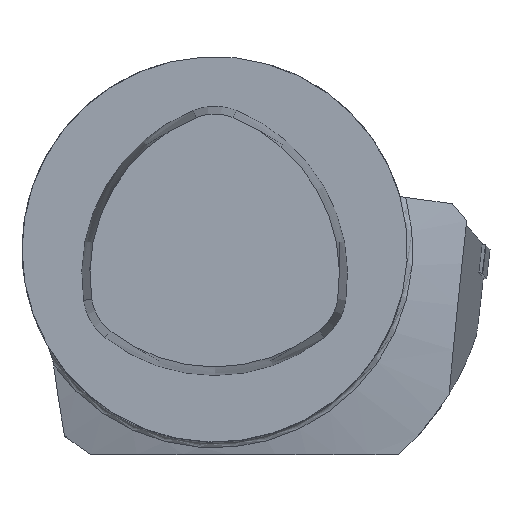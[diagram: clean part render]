
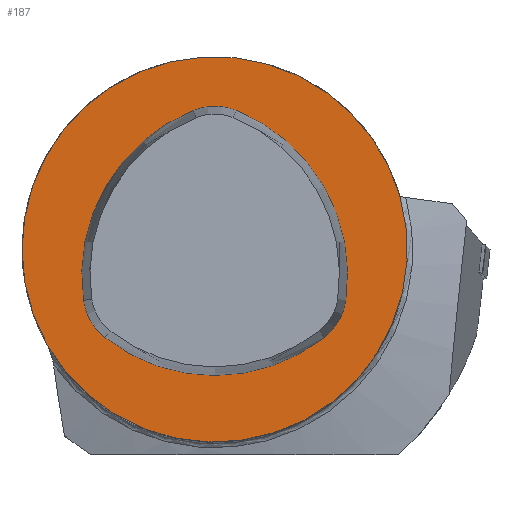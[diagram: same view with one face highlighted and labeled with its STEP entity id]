
A CAD part, top view. The second image highlights one B-rep face of the part: STEP entity #187.
In plain terms, the highlighted planar face has unit normal (0, 0, 1).
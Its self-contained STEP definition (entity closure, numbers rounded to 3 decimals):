
#113=FACE_BOUND('',#348,.T.);
#114=FACE_BOUND('',#349,.T.);
#134=CIRCLE('',#1215,31.5);
#144=CIRCLE('',#1236,29.);
#145=CIRCLE('',#1237,9.4);
#146=CIRCLE('',#1238,29.);
#147=CIRCLE('',#1239,9.4);
#148=CIRCLE('',#1240,29.);
#149=CIRCLE('',#1241,9.4);
#187=ADVANCED_FACE('',(#113,#114),#241,.T.);
#241=PLANE('',#1242);
#348=EDGE_LOOP('',(#510));
#349=EDGE_LOOP('',(#511,#512,#513,#514,#515,#516));
#510=ORIENTED_EDGE('',*,*,#856,.T.);
#511=ORIENTED_EDGE('',*,*,#884,.F.);
#512=ORIENTED_EDGE('',*,*,#885,.F.);
#513=ORIENTED_EDGE('',*,*,#886,.F.);
#514=ORIENTED_EDGE('',*,*,#887,.F.);
#515=ORIENTED_EDGE('',*,*,#888,.F.);
#516=ORIENTED_EDGE('',*,*,#889,.F.);
#751=VERTEX_POINT('',#1769);
#772=VERTEX_POINT('',#1862);
#773=VERTEX_POINT('',#1863);
#774=VERTEX_POINT('',#1865);
#775=VERTEX_POINT('',#1867);
#776=VERTEX_POINT('',#1869);
#777=VERTEX_POINT('',#1871);
#856=EDGE_CURVE('',#751,#751,#134,.T.);
#884=EDGE_CURVE('',#772,#773,#144,.T.);
#885=EDGE_CURVE('',#774,#772,#145,.T.);
#886=EDGE_CURVE('',#775,#774,#146,.T.);
#887=EDGE_CURVE('',#776,#775,#147,.T.);
#888=EDGE_CURVE('',#777,#776,#148,.T.);
#889=EDGE_CURVE('',#773,#777,#149,.T.);
#1215=AXIS2_PLACEMENT_3D('',#1768,#1382,#1383);
#1236=AXIS2_PLACEMENT_3D('',#1861,#1433,#1434);
#1237=AXIS2_PLACEMENT_3D('',#1864,#1435,#1436);
#1238=AXIS2_PLACEMENT_3D('',#1866,#1437,#1438);
#1239=AXIS2_PLACEMENT_3D('',#1868,#1439,#1440);
#1240=AXIS2_PLACEMENT_3D('',#1870,#1441,#1442);
#1241=AXIS2_PLACEMENT_3D('',#1872,#1443,#1444);
#1242=AXIS2_PLACEMENT_3D('',#1873,#1445,#1446);
#1382=DIRECTION('',(0.,0.,1.));
#1383=DIRECTION('',(-1.,0.,0.));
#1433=DIRECTION('',(0.,0.,1.));
#1434=DIRECTION('',(-1.,0.,0.));
#1435=DIRECTION('',(0.,0.,1.));
#1436=DIRECTION('',(-1.,0.,0.));
#1437=DIRECTION('',(0.,0.,1.));
#1438=DIRECTION('',(-1.,0.,0.));
#1439=DIRECTION('',(0.,0.,1.));
#1440=DIRECTION('',(-1.,0.,0.));
#1441=DIRECTION('',(0.,0.,1.));
#1442=DIRECTION('',(-1.,0.,0.));
#1443=DIRECTION('',(0.,0.,1.));
#1444=DIRECTION('',(-1.,0.,0.));
#1445=DIRECTION('',(0.,0.,1.));
#1446=DIRECTION('',(1.,0.,0.));
#1768=CARTESIAN_POINT('',(0.,0.,0.));
#1769=CARTESIAN_POINT('',(-31.5,0.,0.));
#1861=CARTESIAN_POINT('',(-7.275,-4.2,0.));
#1862=CARTESIAN_POINT('',(21.428,-8.343,0.));
#1863=CARTESIAN_POINT('',(3.489,22.729,0.));
#1864=CARTESIAN_POINT('',(12.124,-7.,0.));
#1865=CARTESIAN_POINT('',(17.939,-14.386,0.));
#1866=CARTESIAN_POINT('',(0.,8.4,0.));
#1867=CARTESIAN_POINT('',(-17.939,-14.386,0.));
#1868=CARTESIAN_POINT('',(-12.124,-7.,0.));
#1869=CARTESIAN_POINT('',(-21.428,-8.343,0.));
#1870=CARTESIAN_POINT('',(7.275,-4.2,0.));
#1871=CARTESIAN_POINT('',(-3.489,22.729,0.));
#1872=CARTESIAN_POINT('',(0.,14.,0.));
#1873=CARTESIAN_POINT('',(0.,0.,0.));
